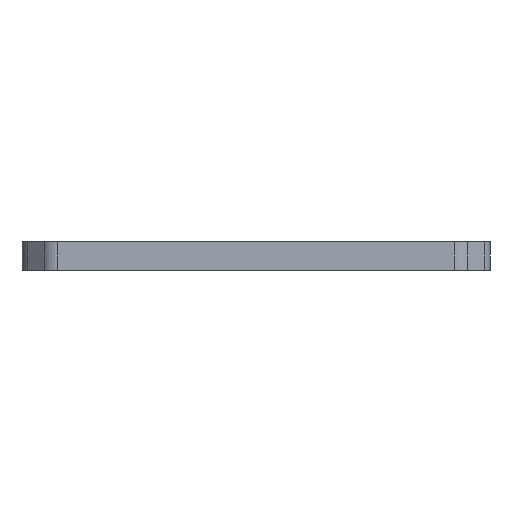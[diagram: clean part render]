
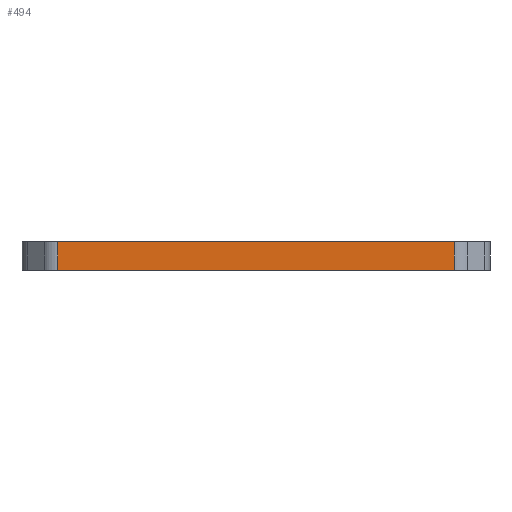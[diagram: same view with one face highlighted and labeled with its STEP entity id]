
A CAD part, front view. The second image highlights one B-rep face of the part: STEP entity #494.
In plain terms, the highlighted planar face has unit normal (0, -1, 0).
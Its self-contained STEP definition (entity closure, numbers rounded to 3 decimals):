
#43 = VECTOR ( 'NONE', #224, 1000. ) ;
#121 = ORIENTED_EDGE ( 'NONE', *, *, #1724, .F. ) ;
#181 = LINE ( 'NONE', #2232, #2976 ) ;
#224 = DIRECTION ( 'NONE',  ( 0., 0., -1. ) ) ;
#246 = VERTEX_POINT ( 'NONE', #3344 ) ;
#279 = DIRECTION ( 'NONE',  ( 0., 0., 1. ) ) ;
#355 = VECTOR ( 'NONE', #1278, 1000. ) ;
#494 = ADVANCED_FACE ( 'NONE', ( #2557 ), #1204, .T. ) ;
#684 = CARTESIAN_POINT ( 'NONE',  ( 21.172, -35.5, -3. ) ) ;
#754 = CARTESIAN_POINT ( 'NONE',  ( -21.172, -35.5, -55.202 ) ) ;
#829 = CARTESIAN_POINT ( 'NONE',  ( 21.172, -35.5, 0. ) ) ;
#1204 = PLANE ( 'NONE',  #1348 ) ;
#1216 = VERTEX_POINT ( 'NONE', #684 ) ;
#1237 = EDGE_CURVE ( 'NONE', #1216, #2700, #3338, .T. ) ;
#1278 = DIRECTION ( 'NONE',  ( 1., 0., 0. ) ) ;
#1348 = AXIS2_PLACEMENT_3D ( 'NONE', #1540, #2348, #1501 ) ;
#1428 = LINE ( 'NONE', #2884, #355 ) ;
#1501 = DIRECTION ( 'NONE',  ( 1., 0., 0. ) ) ;
#1540 = CARTESIAN_POINT ( 'NONE',  ( -25., -35.5, -55.202 ) ) ;
#1619 = EDGE_LOOP ( 'NONE', ( #1704, #2675, #121, #2737 ) ) ;
#1704 = ORIENTED_EDGE ( 'NONE', *, *, #1237, .F. ) ;
#1724 = EDGE_CURVE ( 'NONE', #246, #3394, #1428, .T. ) ;
#1787 = VECTOR ( 'NONE', #2169, 1000. ) ;
#2086 = EDGE_CURVE ( 'NONE', #1216, #3394, #181, .T. ) ;
#2169 = DIRECTION ( 'NONE',  ( -1., 0., 0. ) ) ;
#2232 = CARTESIAN_POINT ( 'NONE',  ( 21.172, -35.5, -55.202 ) ) ;
#2348 = DIRECTION ( 'NONE',  ( 0., -1., 0. ) ) ;
#2446 = LINE ( 'NONE', #754, #43 ) ;
#2557 = FACE_OUTER_BOUND ( 'NONE', #1619, .T. ) ;
#2675 = ORIENTED_EDGE ( 'NONE', *, *, #2086, .T. ) ;
#2700 = VERTEX_POINT ( 'NONE', #2978 ) ;
#2737 = ORIENTED_EDGE ( 'NONE', *, *, #3312, .T. ) ;
#2884 = CARTESIAN_POINT ( 'NONE',  ( -25., -35.5, 0. ) ) ;
#2976 = VECTOR ( 'NONE', #279, 1000. ) ;
#2978 = CARTESIAN_POINT ( 'NONE',  ( -21.172, -35.5, -3. ) ) ;
#3312 = EDGE_CURVE ( 'NONE', #246, #2700, #2446, .T. ) ;
#3338 = LINE ( 'NONE', #3462, #1787 ) ;
#3344 = CARTESIAN_POINT ( 'NONE',  ( -21.172, -35.5, 0. ) ) ;
#3394 = VERTEX_POINT ( 'NONE', #829 ) ;
#3462 = CARTESIAN_POINT ( 'NONE',  ( -25., -35.5, -3. ) ) ;
